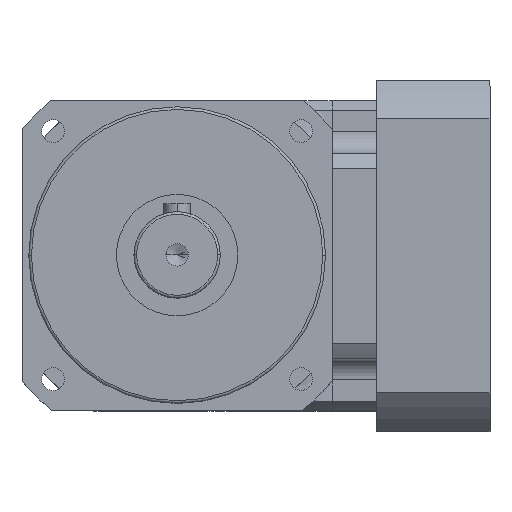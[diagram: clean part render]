
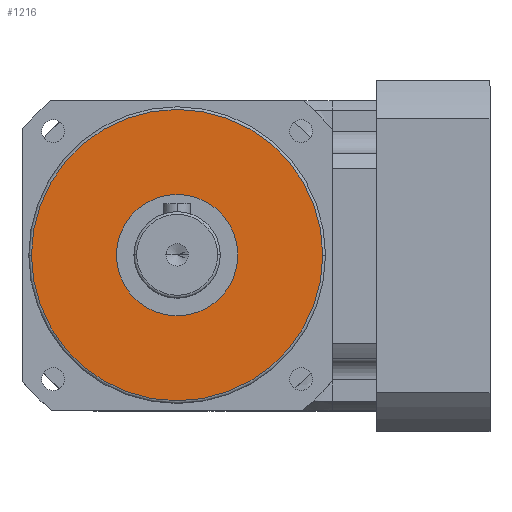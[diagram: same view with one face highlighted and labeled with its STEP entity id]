
A CAD part, top view. The second image highlights one B-rep face of the part: STEP entity #1216.
In plain terms, the highlighted planar face has unit normal (0, 0, 1).
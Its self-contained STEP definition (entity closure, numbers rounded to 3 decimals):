
#65 = EDGE_LOOP ( 'NONE', ( #3680, #5378 ) ) ;
#78 = EDGE_CURVE ( 'NONE', #5343, #5290, #2661, .T. ) ;
#195 = EDGE_LOOP ( 'NONE', ( #2418, #2944 ) ) ;
#438 = AXIS2_PLACEMENT_3D ( 'NONE', #4824, #4048, #3288 ) ;
#533 = DIRECTION ( 'NONE',  ( 0., 0., 1. ) ) ;
#604 = CARTESIAN_POINT ( 'NONE',  ( 0., 0., 113. ) ) ;
#757 = EDGE_CURVE ( 'NONE', #5665, #4595, #5018, .T. ) ;
#941 = AXIS2_PLACEMENT_3D ( 'NONE', #6762, #6006, #5253 ) ;
#1097 = AXIS2_PLACEMENT_3D ( 'NONE', #604, #4987, #4213 ) ;
#1216 = ADVANCED_FACE ( 'NONE', ( #4522, #1256 ), #5432, .T. ) ;
#1256 = FACE_BOUND ( 'NONE', #65, .T. ) ;
#1646 = CARTESIAN_POINT ( 'NONE',  ( 22.5, 0., 113. ) ) ;
#2024 = AXIS2_PLACEMENT_3D ( 'NONE', #4658, #3888, #3142 ) ;
#2064 = CARTESIAN_POINT ( 'NONE',  ( 0., 0., 113. ) ) ;
#2357 = AXIS2_PLACEMENT_3D ( 'NONE', #2064, #533, #7183 ) ;
#2418 = ORIENTED_EDGE ( 'NONE', *, *, #3642, .T. ) ;
#2431 = EDGE_CURVE ( 'NONE', #5290, #5343, #6777, .T. ) ;
#2661 = CIRCLE ( 'NONE', #1097, 22.5 ) ;
#2919 = CARTESIAN_POINT ( 'NONE',  ( -54., 0., 113. ) ) ;
#2944 = ORIENTED_EDGE ( 'NONE', *, *, #757, .T. ) ;
#3142 = DIRECTION ( 'NONE',  ( 1., 0., 0. ) ) ;
#3288 = DIRECTION ( 'NONE',  ( 1., 0., 0. ) ) ;
#3359 = CARTESIAN_POINT ( 'NONE',  ( -22.5, 0., 113. ) ) ;
#3642 = EDGE_CURVE ( 'NONE', #4595, #5665, #7397, .T. ) ;
#3680 = ORIENTED_EDGE ( 'NONE', *, *, #78, .F. ) ;
#3888 = DIRECTION ( 'NONE',  ( 0., 0., 1. ) ) ;
#4048 = DIRECTION ( 'NONE',  ( 0., 0., 1. ) ) ;
#4213 = DIRECTION ( 'NONE',  ( 1., 0., 0. ) ) ;
#4522 = FACE_OUTER_BOUND ( 'NONE', #195, .T. ) ;
#4595 = VERTEX_POINT ( 'NONE', #4675 ) ;
#4658 = CARTESIAN_POINT ( 'NONE',  ( 0., 0., 113. ) ) ;
#4675 = CARTESIAN_POINT ( 'NONE',  ( 54., 0., 113. ) ) ;
#4824 = CARTESIAN_POINT ( 'NONE',  ( 0., 0., 113. ) ) ;
#4987 = DIRECTION ( 'NONE',  ( 0., 0., 1. ) ) ;
#5018 = CIRCLE ( 'NONE', #941, 54. ) ;
#5253 = DIRECTION ( 'NONE',  ( 1., 0., 0. ) ) ;
#5290 = VERTEX_POINT ( 'NONE', #1646 ) ;
#5343 = VERTEX_POINT ( 'NONE', #3359 ) ;
#5378 = ORIENTED_EDGE ( 'NONE', *, *, #2431, .F. ) ;
#5432 = PLANE ( 'NONE',  #2024 ) ;
#5665 = VERTEX_POINT ( 'NONE', #2919 ) ;
#6006 = DIRECTION ( 'NONE',  ( 0., 0., 1. ) ) ;
#6762 = CARTESIAN_POINT ( 'NONE',  ( 0., 0., 113. ) ) ;
#6777 = CIRCLE ( 'NONE', #438, 22.5 ) ;
#7183 = DIRECTION ( 'NONE',  ( 1., 0., 0. ) ) ;
#7397 = CIRCLE ( 'NONE', #2357, 54. ) ;
